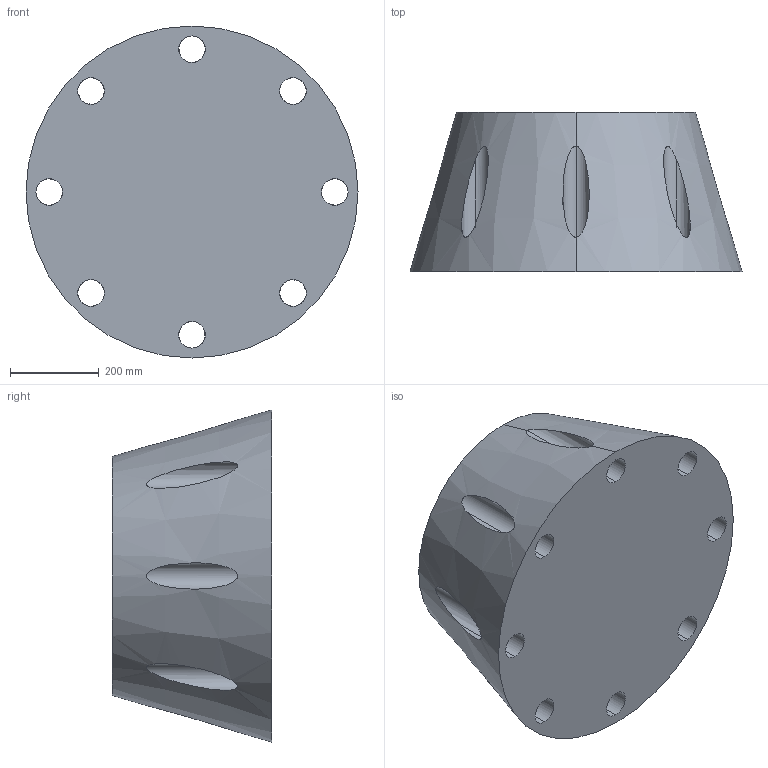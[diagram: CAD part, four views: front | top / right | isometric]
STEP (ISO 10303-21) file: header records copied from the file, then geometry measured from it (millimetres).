
FILE_DESCRIPTION (( 'STEP AP203' ), '1' );
FILE_NAME ('Base_robot_Predeterminado_sldprt.STEP', '2022-10-07T00:05:05', ( '' ), ( '' ), 'SwSTEP 2.0', 'SolidWorks 2022', '' );
FILE_SCHEMA (( 'CONFIG_CONTROL_DESIGN' ));
Length unit declared in the file: millimetre
Products named in the file (1): Base_robot_Predeterminado_sldprt
Bounding box: 750 x 360 x 750 mm (x, y, z)
Volume: 82484523.6 mm3; surface area: 1967694.3 mm2
Topology: 1 solids, 1 shells, 25 faces, 68 edges, 44 vertices
Faces by surface type: cylinder 16, plane 7, cone 2
Entity records: 2148 total; most frequent: CARTESIAN_POINT 1419, ORIENTED_EDGE 136, DIRECTION 124, EDGE_CURVE 68, AXIS2_PLACEMENT_3D 46, VERTEX_POINT 44, EDGE_LOOP 40, LINE 32
